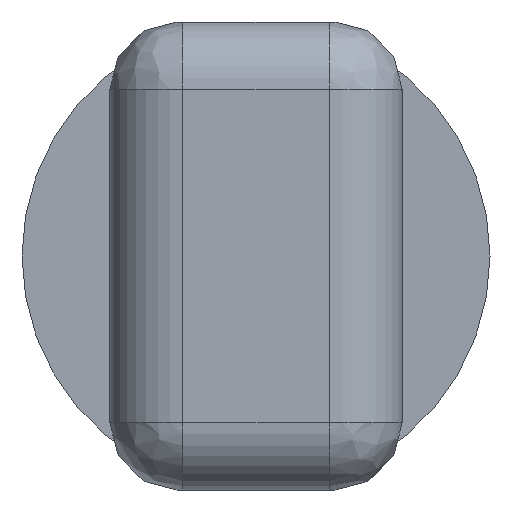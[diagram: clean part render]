
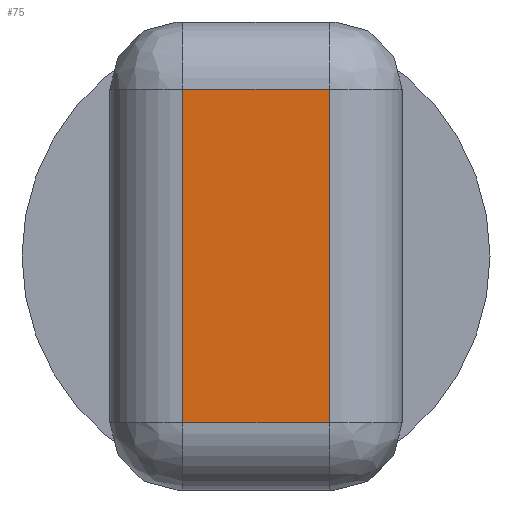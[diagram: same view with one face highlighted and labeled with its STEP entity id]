
A CAD part, left-side view. The second image highlights one B-rep face of the part: STEP entity #75.
In plain terms, the highlighted planar face has unit normal (-1, 0, 0).
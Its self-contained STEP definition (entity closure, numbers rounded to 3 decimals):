
#75=ADVANCED_FACE('',(#259),#260,.T.);
#259=FACE_OUTER_BOUND('',#706,.T.);
#260=PLANE('',#707);
#706=EDGE_LOOP('',(#1186,#1187,#1188,#1189));
#707=AXIS2_PLACEMENT_3D('',#1190,#1191,#1192);
#1186=ORIENTED_EDGE('',*,*,#2294,.F.);
#1187=ORIENTED_EDGE('',*,*,#2310,.F.);
#1188=ORIENTED_EDGE('',*,*,#2306,.F.);
#1189=ORIENTED_EDGE('',*,*,#2311,.F.);
#1190=CARTESIAN_POINT('',(-9.5,0.0,0.0));
#1191=DIRECTION('',(-1.0,0.0,0.0));
#1192=DIRECTION('',(0.0,0.0,1.0));
#2294=EDGE_CURVE('',#2761,#2767,#2768,.T.);
#2306=EDGE_CURVE('',#2782,#2785,#2786,.T.);
#2310=EDGE_CURVE('',#2785,#2761,#2790,.T.);
#2311=EDGE_CURVE('',#2767,#2782,#2791,.T.);
#2761=VERTEX_POINT('',#3516);
#2767=VERTEX_POINT('',#3523);
#2768=LINE('',#3524,#3525);
#2782=VERTEX_POINT('',#3542);
#2785=VERTEX_POINT('',#3545);
#2786=LINE('',#3546,#3547);
#2790=LINE('',#3551,#3552);
#2791=LINE('',#3553,#3554);
#3516=CARTESIAN_POINT('',(-9.5,1.25,-2.85));
#3523=CARTESIAN_POINT('',(-9.5,1.25,2.85));
#3524=CARTESIAN_POINT('',(-9.5,1.25,-2.85));
#3525=VECTOR('',#4496,5.7);
#3542=CARTESIAN_POINT('',(-9.5,-1.25,2.85));
#3545=CARTESIAN_POINT('',(-9.5,-1.25,-2.85));
#3546=CARTESIAN_POINT('',(-9.5,-1.25,2.85));
#3547=VECTOR('',#4524,5.7);
#3551=CARTESIAN_POINT('',(-9.5,-1.25,-2.85));
#3552=VECTOR('',#4534,2.5);
#3553=CARTESIAN_POINT('',(-9.5,1.25,2.85));
#3554=VECTOR('',#4535,2.5);
#4496=DIRECTION('',(0.0,0.,1.0));
#4524=DIRECTION('',(0.0,0.,-1.0));
#4534=DIRECTION('',(0.0,1.0,0.0));
#4535=DIRECTION('',(0.0,-1.0,0.0));
